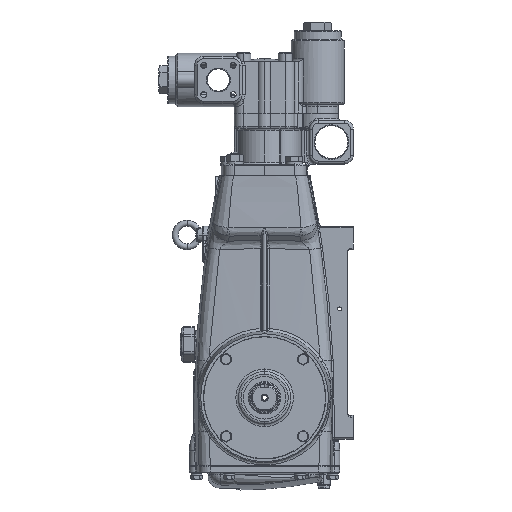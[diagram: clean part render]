
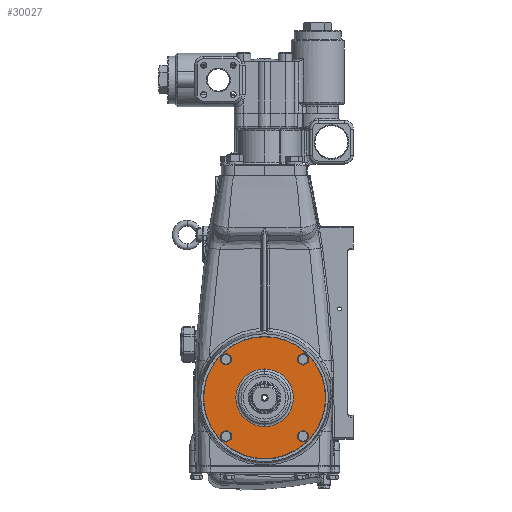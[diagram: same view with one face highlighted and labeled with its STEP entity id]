
A CAD part, left-side view. The second image highlights one B-rep face of the part: STEP entity #30027.
In plain terms, the highlighted planar face has unit normal (-1, 0, 0).
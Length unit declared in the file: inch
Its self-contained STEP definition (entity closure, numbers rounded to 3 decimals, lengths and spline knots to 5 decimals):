
#2253 = CIRCLE ( 'NONE', #28102, 1.91576 ) ;
#3766 = DIRECTION ( 'NONE',  ( 0., 0., -1. ) ) ;
#5030 = AXIS2_PLACEMENT_3D ( 'NONE', #11745, #26546, #77471 ) ;
#7371 = EDGE_LOOP ( 'NONE', ( #33796, #41473 ) ) ;
#7704 = VERTEX_POINT ( 'NONE', #65134 ) ;
#8447 = VERTEX_POINT ( 'NONE', #48736 ) ;
#9238 = EDGE_LOOP ( 'NONE', ( #69074, #41200 ) ) ;
#9518 = FACE_BOUND ( 'NONE', #7371, .T. ) ;
#10415 = CIRCLE ( 'NONE', #91037, 0.21654 ) ;
#11185 = DIRECTION ( 'NONE',  ( 0., 0., 1. ) ) ;
#11745 = CARTESIAN_POINT ( 'NONE',  ( -7.44094, 2.56117, 2.56117 ) ) ;
#12812 = AXIS2_PLACEMENT_3D ( 'NONE', #57421, #26486, #35506 ) ;
#13224 = EDGE_CURVE ( 'NONE', #30956, #35333, #81030, .T. ) ;
#13268 = CARTESIAN_POINT ( 'NONE',  ( -7.44094, 2.56117, -2.34464 ) ) ;
#13750 = DIRECTION ( 'NONE',  ( 1., 0., 0. ) ) ;
#15884 = DIRECTION ( 'NONE',  ( 0., -1., 0. ) ) ;
#16006 = CARTESIAN_POINT ( 'NONE',  ( -7.44094, -2.34464, -2.56117 ) ) ;
#17307 = DIRECTION ( 'NONE',  ( 1., 0., 0. ) ) ;
#18974 = DIRECTION ( 'NONE',  ( 0., 0., 1. ) ) ;
#20187 = CARTESIAN_POINT ( 'NONE',  ( -7.44094, -2.56117, 2.77771 ) ) ;
#20788 = ORIENTED_EDGE ( 'NONE', *, *, #41514, .T. ) ;
#21500 = AXIS2_PLACEMENT_3D ( 'NONE', #53424, #83850, #82455 ) ;
#23318 = ORIENTED_EDGE ( 'NONE', *, *, #55646, .T. ) ;
#23829 = EDGE_CURVE ( 'NONE', #53674, #71108, #64919, .T. ) ;
#23834 = DIRECTION ( 'NONE',  ( 1., 0., 0. ) ) ;
#24242 = CARTESIAN_POINT ( 'NONE',  ( -7.44094, -2.56117, 2.56117 ) ) ;
#26486 = DIRECTION ( 'NONE',  ( 1., 0., 0. ) ) ;
#26546 = DIRECTION ( 'NONE',  ( 1., 0., 0. ) ) ;
#27176 = EDGE_CURVE ( 'NONE', #7704, #8447, #78514, .T. ) ;
#28102 = AXIS2_PLACEMENT_3D ( 'NONE', #79002, #13750, #71882 ) ;
#28575 = VERTEX_POINT ( 'NONE', #20187 ) ;
#29550 = CIRCLE ( 'NONE', #12812, 0.21654 ) ;
#30027 = ADVANCED_FACE ( 'NONE', ( #36698, #87173, #9518, #60044, #89052, #74780 ), #81899, .F. ) ;
#30631 = DIRECTION ( 'NONE',  ( 1., 0., 0. ) ) ;
#30956 = VERTEX_POINT ( 'NONE', #13268 ) ;
#31325 = VERTEX_POINT ( 'NONE', #16006 ) ;
#32369 = DIRECTION ( 'NONE',  ( 1., 0., 0. ) ) ;
#33695 = CARTESIAN_POINT ( 'NONE',  ( -7.44094, -2.77771, -2.56117 ) ) ;
#33796 = ORIENTED_EDGE ( 'NONE', *, *, #92642, .T. ) ;
#34614 = ORIENTED_EDGE ( 'NONE', *, *, #49166, .T. ) ;
#35333 = VERTEX_POINT ( 'NONE', #75790 ) ;
#35408 = AXIS2_PLACEMENT_3D ( 'NONE', #59699, #30631, #15884 ) ;
#35506 = DIRECTION ( 'NONE',  ( 0., 1., 0. ) ) ;
#35937 = AXIS2_PLACEMENT_3D ( 'NONE', #81446, #23834, #65766 ) ;
#35961 = AXIS2_PLACEMENT_3D ( 'NONE', #80833, #59914, #81317 ) ;
#36698 = FACE_BOUND ( 'NONE', #65671, .T. ) ;
#37844 = VERTEX_POINT ( 'NONE', #42381 ) ;
#41200 = ORIENTED_EDGE ( 'NONE', *, *, #13224, .T. ) ;
#41473 = ORIENTED_EDGE ( 'NONE', *, *, #64156, .T. ) ;
#41514 = EDGE_CURVE ( 'NONE', #61972, #28575, #57732, .T. ) ;
#42346 = CARTESIAN_POINT ( 'NONE',  ( -7.44094, -2.56117, 2.34464 ) ) ;
#42381 = CARTESIAN_POINT ( 'NONE',  ( -7.44094, 2.34464, 2.56117 ) ) ;
#44519 = AXIS2_PLACEMENT_3D ( 'NONE', #51467, #32369, #3766 ) ;
#45172 = CIRCLE ( 'NONE', #60429, 0.21654 ) ;
#45176 = CARTESIAN_POINT ( 'NONE',  ( -7.44094, 0., 4.05512 ) ) ;
#47376 = ORIENTED_EDGE ( 'NONE', *, *, #27176, .T. ) ;
#48455 = VERTEX_POINT ( 'NONE', #33695 ) ;
#48736 = CARTESIAN_POINT ( 'NONE',  ( -7.44094, 0., 1.91576 ) ) ;
#49007 = VERTEX_POINT ( 'NONE', #52575 ) ;
#49166 = EDGE_CURVE ( 'NONE', #31325, #48455, #10415, .T. ) ;
#49834 = EDGE_LOOP ( 'NONE', ( #91004, #20788 ) ) ;
#51467 = CARTESIAN_POINT ( 'NONE',  ( -7.44094, 2.56117, -2.56117 ) ) ;
#52575 = CARTESIAN_POINT ( 'NONE',  ( -7.44094, 2.77771, 2.56117 ) ) ;
#53292 = DIRECTION ( 'NONE',  ( 1., 0., 0. ) ) ;
#53424 = CARTESIAN_POINT ( 'NONE',  ( -7.44094, 0., 0. ) ) ;
#53674 = VERTEX_POINT ( 'NONE', #45176 ) ;
#54173 = DIRECTION ( 'NONE',  ( 1., 0., 0. ) ) ;
#55336 = ORIENTED_EDGE ( 'NONE', *, *, #23829, .T. ) ;
#55646 = EDGE_CURVE ( 'NONE', #71108, #53674, #62570, .T. ) ;
#55839 = ORIENTED_EDGE ( 'NONE', *, *, #59641, .T. ) ;
#56063 = CARTESIAN_POINT ( 'NONE',  ( -7.44094, 0., 0. ) ) ;
#57421 = CARTESIAN_POINT ( 'NONE',  ( -7.44094, 2.56117, 2.56117 ) ) ;
#57732 = CIRCLE ( 'NONE', #85026, 0.21654 ) ;
#59641 = EDGE_CURVE ( 'NONE', #48455, #31325, #76462, .T. ) ;
#59699 = CARTESIAN_POINT ( 'NONE',  ( -7.44094, -2.56117, -2.56117 ) ) ;
#59914 = DIRECTION ( 'NONE',  ( 1., 0., 0. ) ) ;
#60044 = FACE_BOUND ( 'NONE', #9238, .T. ) ;
#60429 = AXIS2_PLACEMENT_3D ( 'NONE', #68931, #54173, #83191 ) ;
#61348 = DIRECTION ( 'NONE',  ( 0., 0., 1. ) ) ;
#61972 = VERTEX_POINT ( 'NONE', #42346 ) ;
#62570 = CIRCLE ( 'NONE', #21500, 4.05512 ) ;
#62751 = DIRECTION ( 'NONE',  ( -1., 0., 0. ) ) ;
#64156 = EDGE_CURVE ( 'NONE', #37844, #49007, #29550, .T. ) ;
#64919 = CIRCLE ( 'NONE', #89239, 4.05512 ) ;
#65134 = CARTESIAN_POINT ( 'NONE',  ( -7.44094, 0., -1.91576 ) ) ;
#65671 = EDGE_LOOP ( 'NONE', ( #55839, #34614 ) ) ;
#65766 = DIRECTION ( 'NONE',  ( 0., 0., -1. ) ) ;
#65899 = CIRCLE ( 'NONE', #5030, 0.21654 ) ;
#66538 = CARTESIAN_POINT ( 'NONE',  ( -7.44094, 0., -4.05512 ) ) ;
#66943 = EDGE_LOOP ( 'NONE', ( #47376, #93229 ) ) ;
#67402 = AXIS2_PLACEMENT_3D ( 'NONE', #91167, #90247, #11185 ) ;
#68931 = CARTESIAN_POINT ( 'NONE',  ( -7.44094, 2.56117, -2.56117 ) ) ;
#69074 = ORIENTED_EDGE ( 'NONE', *, *, #82089, .T. ) ;
#71108 = VERTEX_POINT ( 'NONE', #66538 ) ;
#71882 = DIRECTION ( 'NONE',  ( 0., 0., -1. ) ) ;
#74780 = FACE_OUTER_BOUND ( 'NONE', #76392, .T. ) ;
#75395 = DIRECTION ( 'NONE',  ( 0., -1., 0. ) ) ;
#75790 = CARTESIAN_POINT ( 'NONE',  ( -7.44094, 2.56117, -2.77771 ) ) ;
#76392 = EDGE_LOOP ( 'NONE', ( #55336, #23318 ) ) ;
#76462 = CIRCLE ( 'NONE', #35408, 0.21654 ) ;
#77245 = EDGE_CURVE ( 'NONE', #8447, #7704, #2253, .T. ) ;
#77471 = DIRECTION ( 'NONE',  ( 0., 1., 0. ) ) ;
#78514 = CIRCLE ( 'NONE', #35961, 1.91576 ) ;
#79002 = CARTESIAN_POINT ( 'NONE',  ( -7.44094, 0., 0. ) ) ;
#80833 = CARTESIAN_POINT ( 'NONE',  ( -7.44094, 0., 0. ) ) ;
#81030 = CIRCLE ( 'NONE', #44519, 0.21654 ) ;
#81317 = DIRECTION ( 'NONE',  ( 0., 0., -1. ) ) ;
#81446 = CARTESIAN_POINT ( 'NONE',  ( -7.44094, 4.05512, 0. ) ) ;
#81899 = PLANE ( 'NONE',  #35937 ) ;
#82089 = EDGE_CURVE ( 'NONE', #35333, #30956, #45172, .T. ) ;
#82455 = DIRECTION ( 'NONE',  ( 0., 0., 1. ) ) ;
#82532 = CARTESIAN_POINT ( 'NONE',  ( -7.44094, -2.56117, -2.56117 ) ) ;
#83191 = DIRECTION ( 'NONE',  ( 0., 0., -1. ) ) ;
#83850 = DIRECTION ( 'NONE',  ( -1., 0., 0. ) ) ;
#85026 = AXIS2_PLACEMENT_3D ( 'NONE', #24242, #53292, #18974 ) ;
#85653 = CIRCLE ( 'NONE', #67402, 0.21654 ) ;
#87173 = FACE_BOUND ( 'NONE', #49834, .T. ) ;
#89052 = FACE_BOUND ( 'NONE', #66943, .T. ) ;
#89239 = AXIS2_PLACEMENT_3D ( 'NONE', #56063, #62751, #61348 ) ;
#90247 = DIRECTION ( 'NONE',  ( 1., 0., 0. ) ) ;
#91004 = ORIENTED_EDGE ( 'NONE', *, *, #92870, .T. ) ;
#91037 = AXIS2_PLACEMENT_3D ( 'NONE', #82532, #17307, #75395 ) ;
#91167 = CARTESIAN_POINT ( 'NONE',  ( -7.44094, -2.56117, 2.56117 ) ) ;
#92642 = EDGE_CURVE ( 'NONE', #49007, #37844, #65899, .T. ) ;
#92870 = EDGE_CURVE ( 'NONE', #28575, #61972, #85653, .T. ) ;
#93229 = ORIENTED_EDGE ( 'NONE', *, *, #77245, .T. ) ;
